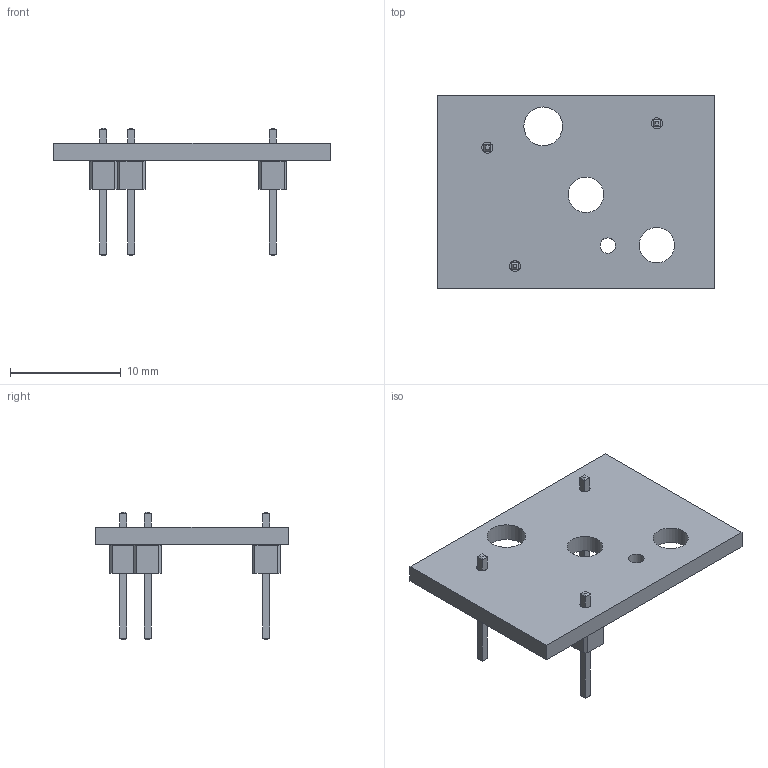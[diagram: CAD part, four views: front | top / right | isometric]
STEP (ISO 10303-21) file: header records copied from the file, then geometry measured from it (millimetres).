
FILE_DESCRIPTION(('KiCad electronic assembly'),'2;1');
FILE_NAME('ab-daughterboard.step','2021-01-19T18:52:37',('An Author'),( 'A Company'),'Open CASCADE STEP processor 7.5', 'KiCad to STEP converter','Unknown');
FILE_SCHEMA(('AUTOMOTIVE_DESIGN { 1 0 10303 214 1 1 1 1 }'));
Length unit declared in the file: millimetre
Products named in the file (4): Open CASCADE STEP translator 7.5 1; PinHeader_1x01_P2.54mm_Vertical; SOLID; COMPOUND
Assembly tree (5 placements, depth 3):
  Open CASCADE STEP translator 7.5 1
    PinHeader_1x01_P2.54mm_Vertical  x3
      SOLID
    COMPOUND
Bounding box: 25 x 17.4 x 11.54 mm (x, y, z)
Volume: 707.7 mm3; surface area: 1196.6 mm2
Topology: 4 solids, 4 shells, 97 faces, 225 edges, 142 vertices
Faces by surface type: plane 90, cylinder 7
Full cylindrical faces by diameter (mm): 1 x3, 1.4 x1, 3.2 x2, 3.5 x1
Entity records: 2746 total; most frequent: CARTESIAN_POINT 400, DIRECTION 399, LINE 263, VECTOR 263, ORIENTED_EDGE 194, PCURVE 194, DEFINITIONAL_REPRESENTATION 194, EDGE_CURVE 97
